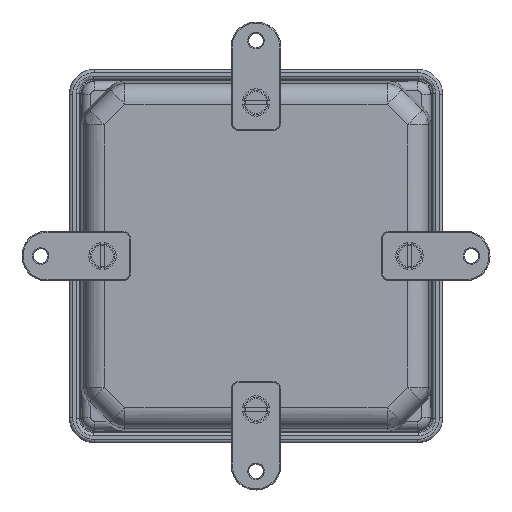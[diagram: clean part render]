
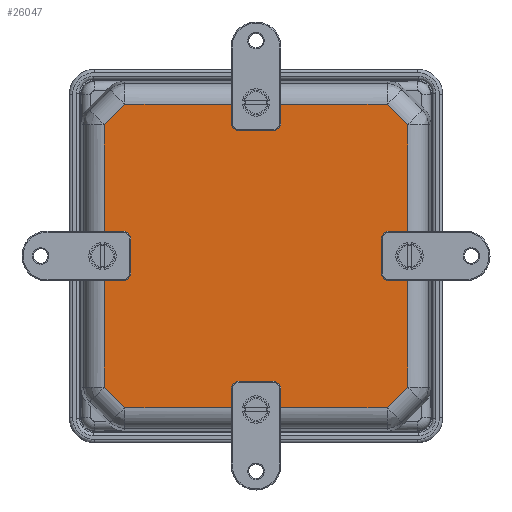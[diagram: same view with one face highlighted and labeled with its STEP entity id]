
A CAD part, front view. The second image highlights one B-rep face of the part: STEP entity #26047.
In plain terms, the highlighted planar face has unit normal (0, -1, 0).
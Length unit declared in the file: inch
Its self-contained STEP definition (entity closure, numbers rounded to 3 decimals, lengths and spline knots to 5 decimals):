
#267 = DIRECTION ( 'NONE',  ( -0.707, 0., 0.707 ) ) ;
#469 = VECTOR ( 'NONE', #49690, 39.37008 ) ;
#479 = CARTESIAN_POINT ( 'NONE',  ( -0.77881, -2.95957, 2.795 ) ) ;
#737 = LINE ( 'NONE', #8941, #45644 ) ;
#1585 = CARTESIAN_POINT ( 'NONE',  ( -3.1659, -2.95957, -2.7605 ) ) ;
#1597 = LINE ( 'NONE', #43511, #8778 ) ;
#3833 = EDGE_CURVE ( 'NONE', #30743, #30938, #10593, .T. ) ;
#4683 = LINE ( 'NONE', #44442, #469 ) ;
#5034 = VERTEX_POINT ( 'NONE', #16436 ) ;
#5264 = DIRECTION ( 'NONE',  ( 0., 0., 1. ) ) ;
#5361 = CARTESIAN_POINT ( 'NONE',  ( 1.98169, -2.95957, 0.06091 ) ) ;
#5690 = ORIENTED_EDGE ( 'NONE', *, *, #3833, .T. ) ;
#5854 = VERTEX_POINT ( 'NONE', #5361 ) ;
#6048 = CIRCLE ( 'NONE', #10564, 0.07 ) ;
#6217 = CIRCLE ( 'NONE', #19449, 0.07 ) ;
#7298 = VERTEX_POINT ( 'NONE', #16738 ) ;
#7964 = VERTEX_POINT ( 'NONE', #16844 ) ;
#8143 = CARTESIAN_POINT ( 'NONE',  ( -0.77881, -2.95957, -2.795 ) ) ;
#8384 = CIRCLE ( 'NONE', #42631, 0.07 ) ;
#8778 = VECTOR ( 'NONE', #39623, 39.37008 ) ;
#8941 = CARTESIAN_POINT ( 'NONE',  ( 1.98169, -2.95957, 0. ) ) ;
#9155 = CARTESIAN_POINT ( 'NONE',  ( -0.7179, -2.95957, -2.7605 ) ) ;
#10015 = ORIENTED_EDGE ( 'NONE', *, *, #36677, .T. ) ;
#10163 = EDGE_LOOP ( 'NONE', ( #31580, #42607, #48283, #5690, #26400, #10015, #44971, #20849, #21059, #18876, #33157, #10576, #31788, #19585, #26358, #31122 ) ) ;
#10179 = LINE ( 'NONE', #39388, #49072 ) ;
#10491 = VECTOR ( 'NONE', #20360, 39.37008 ) ;
#10506 = AXIS2_PLACEMENT_3D ( 'NONE', #8143, #39201, #23277 ) ;
#10564 = AXIS2_PLACEMENT_3D ( 'NONE', #27715, #43495, #39435 ) ;
#10576 = ORIENTED_EDGE ( 'NONE', *, *, #46252, .T. ) ;
#10593 = LINE ( 'NONE', #17094, #14261 ) ;
#10931 = LINE ( 'NONE', #35192, #14579 ) ;
#11683 = VERTEX_POINT ( 'NONE', #1585 ) ;
#12008 = LINE ( 'NONE', #20409, #44838 ) ;
#12700 = CARTESIAN_POINT ( 'NONE',  ( -3.5393, -2.95957, -2.38709 ) ) ;
#13505 = DIRECTION ( 'NONE',  ( 0., 0., -1. ) ) ;
#13586 = DIRECTION ( 'NONE',  ( 0., -1., 0. ) ) ;
#13752 = PLANE ( 'NONE',  #25160 ) ;
#13910 = VECTOR ( 'NONE', #47607, 39.37008 ) ;
#14261 = VECTOR ( 'NONE', #13505, 39.37008 ) ;
#14579 = VECTOR ( 'NONE', #43143, 39.37008 ) ;
#14988 = CARTESIAN_POINT ( 'NONE',  ( -0.77881, -2.95957, -2.7605 ) ) ;
#15781 = EDGE_CURVE ( 'NONE', #19800, #5034, #1597, .T. ) ;
#16009 = DIRECTION ( 'NONE',  ( 0., 1., 0. ) ) ;
#16436 = CARTESIAN_POINT ( 'NONE',  ( 1.98169, -2.95957, -2.38709 ) ) ;
#16639 = CARTESIAN_POINT ( 'NONE',  ( -3.57381, -2.95957, 0. ) ) ;
#16738 = CARTESIAN_POINT ( 'NONE',  ( 1.98169, -2.95957, 2.38709 ) ) ;
#16844 = CARTESIAN_POINT ( 'NONE',  ( -0.83971, -2.95957, -2.7605 ) ) ;
#17094 = CARTESIAN_POINT ( 'NONE',  ( -3.5393, -2.95957, 0. ) ) ;
#17997 = CARTESIAN_POINT ( 'NONE',  ( -0.83971, -2.95957, 2.7605 ) ) ;
#18081 = VECTOR ( 'NONE', #27993, 39.37008 ) ;
#18876 = ORIENTED_EDGE ( 'NONE', *, *, #38227, .T. ) ;
#19226 = VERTEX_POINT ( 'NONE', #49243 ) ;
#19449 = AXIS2_PLACEMENT_3D ( 'NONE', #16639, #48041, #20871 ) ;
#19585 = ORIENTED_EDGE ( 'NONE', *, *, #41510, .T. ) ;
#19800 = VERTEX_POINT ( 'NONE', #20820 ) ;
#20050 = EDGE_CURVE ( 'NONE', #20873, #43424, #4683, .T. ) ;
#20360 = DIRECTION ( 'NONE',  ( -1., 0., 0. ) ) ;
#20391 = VECTOR ( 'NONE', #30194, 39.37008 ) ;
#20409 = CARTESIAN_POINT ( 'NONE',  ( -0.77881, -2.95957, -2.7605 ) ) ;
#20820 = CARTESIAN_POINT ( 'NONE',  ( 1.60829, -2.95957, -2.7605 ) ) ;
#20849 = ORIENTED_EDGE ( 'NONE', *, *, #30581, .T. ) ;
#20871 = DIRECTION ( 'NONE',  ( 0., 0., -1. ) ) ;
#20873 = VERTEX_POINT ( 'NONE', #39856 ) ;
#21059 = ORIENTED_EDGE ( 'NONE', *, *, #15781, .T. ) ;
#23023 = DIRECTION ( 'NONE',  ( 1., 0., 0. ) ) ;
#23277 = DIRECTION ( 'NONE',  ( 0., 0., -1. ) ) ;
#24671 = DIRECTION ( 'NONE',  ( 1., 0., 0. ) ) ;
#24833 = CARTESIAN_POINT ( 'NONE',  ( -3.1659, -2.95957, 2.7605 ) ) ;
#25155 = DIRECTION ( 'NONE',  ( 0., 0., -1. ) ) ;
#25160 = AXIS2_PLACEMENT_3D ( 'NONE', #41108, #13586, #25155 ) ;
#26047 = ADVANCED_FACE ( 'NONE', ( #45041 ), #13752, .T. ) ;
#26299 = VECTOR ( 'NONE', #23023, 39.37008 ) ;
#26358 = ORIENTED_EDGE ( 'NONE', *, *, #47044, .T. ) ;
#26400 = ORIENTED_EDGE ( 'NONE', *, *, #29175, .T. ) ;
#27715 = CARTESIAN_POINT ( 'NONE',  ( 2.01619, -2.95957, 0. ) ) ;
#27993 = DIRECTION ( 'NONE',  ( -0.707, 0., -0.707 ) ) ;
#28000 = EDGE_CURVE ( 'NONE', #38288, #5854, #6048, .T. ) ;
#28924 = VERTEX_POINT ( 'NONE', #34932 ) ;
#29175 = EDGE_CURVE ( 'NONE', #30938, #11683, #30715, .T. ) ;
#29830 = CIRCLE ( 'NONE', #10506, 0.07 ) ;
#30194 = DIRECTION ( 'NONE',  ( 0.707, 0., -0.707 ) ) ;
#30318 = LINE ( 'NONE', #47773, #13910 ) ;
#30581 = EDGE_CURVE ( 'NONE', #35261, #19800, #12008, .T. ) ;
#30715 = LINE ( 'NONE', #44906, #20391 ) ;
#30743 = VERTEX_POINT ( 'NONE', #30925 ) ;
#30925 = CARTESIAN_POINT ( 'NONE',  ( -3.5393, -2.95957, -0.06091 ) ) ;
#30938 = VERTEX_POINT ( 'NONE', #12700 ) ;
#31122 = ORIENTED_EDGE ( 'NONE', *, *, #45152, .T. ) ;
#31171 = VERTEX_POINT ( 'NONE', #17997 ) ;
#31580 = ORIENTED_EDGE ( 'NONE', *, *, #47581, .T. ) ;
#31788 = ORIENTED_EDGE ( 'NONE', *, *, #47632, .T. ) ;
#33157 = ORIENTED_EDGE ( 'NONE', *, *, #28000, .T. ) ;
#33385 = VERTEX_POINT ( 'NONE', #24833 ) ;
#33620 = LINE ( 'NONE', #44120, #10491 ) ;
#34932 = CARTESIAN_POINT ( 'NONE',  ( -0.7179, -2.95957, 2.7605 ) ) ;
#35192 = CARTESIAN_POINT ( 'NONE',  ( -0.77881, -2.95957, 2.7605 ) ) ;
#35261 = VERTEX_POINT ( 'NONE', #9155 ) ;
#36589 = LINE ( 'NONE', #14988, #26299 ) ;
#36677 = EDGE_CURVE ( 'NONE', #11683, #7964, #36589, .T. ) ;
#38117 = EDGE_CURVE ( 'NONE', #7964, #35261, #29830, .T. ) ;
#38227 = EDGE_CURVE ( 'NONE', #5034, #38288, #737, .T. ) ;
#38288 = VERTEX_POINT ( 'NONE', #48839 ) ;
#39064 = CARTESIAN_POINT ( 'NONE',  ( -3.1659, -2.95957, 2.7605 ) ) ;
#39201 = DIRECTION ( 'NONE',  ( 0., 1., 0. ) ) ;
#39388 = CARTESIAN_POINT ( 'NONE',  ( 1.98169, -2.95957, 2.38709 ) ) ;
#39435 = DIRECTION ( 'NONE',  ( 0., 0., -1. ) ) ;
#39623 = DIRECTION ( 'NONE',  ( 0.707, 0., 0.707 ) ) ;
#39856 = CARTESIAN_POINT ( 'NONE',  ( -3.5393, -2.95957, 2.38709 ) ) ;
#41108 = CARTESIAN_POINT ( 'NONE',  ( -0.77881, -2.95957, 0. ) ) ;
#41510 = EDGE_CURVE ( 'NONE', #19226, #28924, #33620, .T. ) ;
#42607 = ORIENTED_EDGE ( 'NONE', *, *, #20050, .T. ) ;
#42631 = AXIS2_PLACEMENT_3D ( 'NONE', #479, #16009, #46596 ) ;
#43073 = EDGE_CURVE ( 'NONE', #43424, #30743, #6217, .T. ) ;
#43143 = DIRECTION ( 'NONE',  ( -1., 0., 0. ) ) ;
#43424 = VERTEX_POINT ( 'NONE', #47033 ) ;
#43495 = DIRECTION ( 'NONE',  ( 0., 1., 0. ) ) ;
#43511 = CARTESIAN_POINT ( 'NONE',  ( 1.60829, -2.95957, -2.7605 ) ) ;
#44120 = CARTESIAN_POINT ( 'NONE',  ( -0.77881, -2.95957, 2.7605 ) ) ;
#44442 = CARTESIAN_POINT ( 'NONE',  ( -3.5393, -2.95957, 0. ) ) ;
#44838 = VECTOR ( 'NONE', #24671, 39.37008 ) ;
#44906 = CARTESIAN_POINT ( 'NONE',  ( -3.5393, -2.95957, -2.38709 ) ) ;
#44971 = ORIENTED_EDGE ( 'NONE', *, *, #38117, .T. ) ;
#45041 = FACE_OUTER_BOUND ( 'NONE', #10163, .T. ) ;
#45152 = EDGE_CURVE ( 'NONE', #31171, #33385, #10931, .T. ) ;
#45644 = VECTOR ( 'NONE', #5264, 39.37008 ) ;
#46252 = EDGE_CURVE ( 'NONE', #5854, #7298, #30318, .T. ) ;
#46596 = DIRECTION ( 'NONE',  ( 0., 0., -1. ) ) ;
#47033 = CARTESIAN_POINT ( 'NONE',  ( -3.5393, -2.95957, 0.06091 ) ) ;
#47044 = EDGE_CURVE ( 'NONE', #28924, #31171, #8384, .T. ) ;
#47581 = EDGE_CURVE ( 'NONE', #33385, #20873, #50282, .T. ) ;
#47607 = DIRECTION ( 'NONE',  ( 0., 0., 1. ) ) ;
#47632 = EDGE_CURVE ( 'NONE', #7298, #19226, #10179, .T. ) ;
#47773 = CARTESIAN_POINT ( 'NONE',  ( 1.98169, -2.95957, 0. ) ) ;
#48041 = DIRECTION ( 'NONE',  ( 0., 1., 0. ) ) ;
#48283 = ORIENTED_EDGE ( 'NONE', *, *, #43073, .T. ) ;
#48839 = CARTESIAN_POINT ( 'NONE',  ( 1.98169, -2.95957, -0.06091 ) ) ;
#49072 = VECTOR ( 'NONE', #267, 39.37008 ) ;
#49243 = CARTESIAN_POINT ( 'NONE',  ( 1.60829, -2.95957, 2.7605 ) ) ;
#49690 = DIRECTION ( 'NONE',  ( 0., 0., -1. ) ) ;
#50282 = LINE ( 'NONE', #39064, #18081 ) ;
